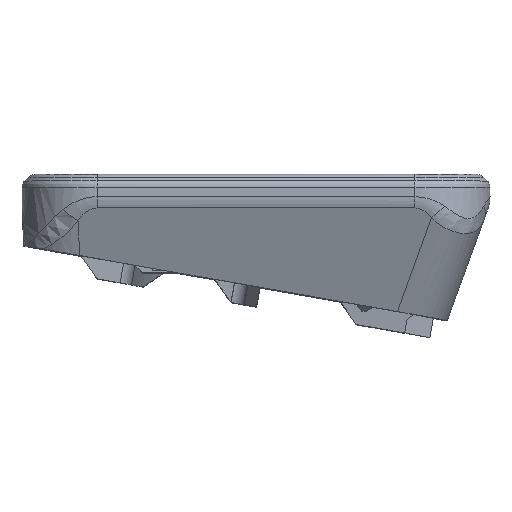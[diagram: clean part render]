
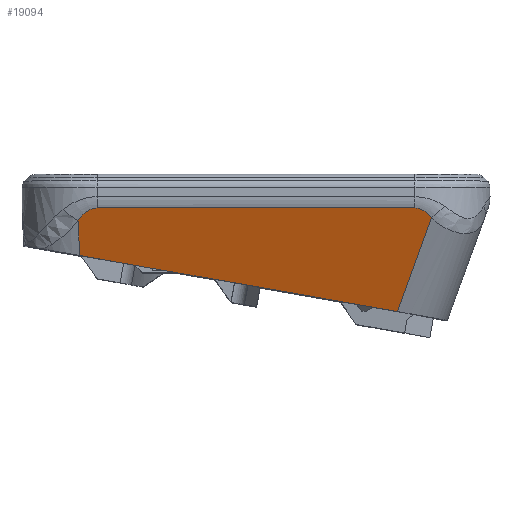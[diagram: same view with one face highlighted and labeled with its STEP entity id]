
A CAD part, top view. The second image highlights one B-rep face of the part: STEP entity #19094.
In plain terms, the highlighted free-form (B-spline) face has degree [1, 1] with [2, 2] control points.
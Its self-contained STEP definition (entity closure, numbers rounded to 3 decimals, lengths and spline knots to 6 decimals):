
#12=LINE('',#25071,#2045);
#2045=VECTOR('',#20851,1.);
#4334=B_SPLINE_CURVE_WITH_KNOTS('',3,(#24946,#24947,#24948,#24949),
 .UNSPECIFIED.,.F.,.F.,(4,4),(0.,1.),.UNSPECIFIED.);
#4340=B_SPLINE_CURVE_WITH_KNOTS('',3,(#25061,#25062,#25063,#25064),
 .UNSPECIFIED.,.F.,.F.,(4,4),(0.,1.),.UNSPECIFIED.);
#4341=B_SPLINE_CURVE_WITH_KNOTS('',3,(#25067,#25068,#25069,#25070),
 .UNSPECIFIED.,.F.,.F.,(4,4),(0.,1.),.UNSPECIFIED.);
#4342=B_SPLINE_CURVE_WITH_KNOTS('',3,(#25073,#25074,#25075,#25076),
 .UNSPECIFIED.,.F.,.F.,(4,4),(0.,1.),.UNSPECIFIED.);
#4343=B_SPLINE_CURVE_WITH_KNOTS('',3,(#25078,#25079,#25080,#25081),
 .UNSPECIFIED.,.F.,.F.,(4,4),(0.,1.),.UNSPECIFIED.);
#4559=B_SPLINE_SURFACE_WITH_KNOTS('',1,1,((#25057,#25058),(#25059,#25060)),
 .PLANE_SURF.,.F.,.F.,.F.,(2,2),(2,2),(0.,1.),(0.,1.),.UNSPECIFIED.);
#5425=ORIENTED_EDGE('',*,*,#11327,.T.);
#5426=ORIENTED_EDGE('',*,*,#11328,.T.);
#5427=ORIENTED_EDGE('',*,*,#11321,.T.);
#5428=ORIENTED_EDGE('',*,*,#11329,.F.);
#5429=ORIENTED_EDGE('',*,*,#11330,.T.);
#5430=ORIENTED_EDGE('',*,*,#11331,.T.);
#11321=EDGE_CURVE('',#14272,#14273,#4334,.F.);
#11327=EDGE_CURVE('',#14278,#14279,#4340,.T.);
#11328=EDGE_CURVE('',#14279,#14272,#4341,.T.);
#11329=EDGE_CURVE('',#14280,#14273,#12,.T.);
#11330=EDGE_CURVE('',#14280,#14281,#4342,.T.);
#11331=EDGE_CURVE('',#14281,#14278,#4343,.T.);
#14272=VERTEX_POINT('',#24950);
#14273=VERTEX_POINT('',#24951);
#14278=VERTEX_POINT('',#25065);
#14279=VERTEX_POINT('',#25066);
#14280=VERTEX_POINT('',#25072);
#14281=VERTEX_POINT('',#25077);
#16499=EDGE_LOOP('',(#5425,#5426,#5427,#5428,#5429,#5430));
#17630=FACE_BOUND('',#16499,.T.);
#19094=ADVANCED_FACE('',(#17630),#4559,.T.);
#20851=DIRECTION('',(-0.983,0.173,0.063));
#24946=CARTESIAN_POINT('',(0.003708,0.012303,0.049228));
#24947=CARTESIAN_POINT('',(0.003578,0.014782,0.05013));
#24948=CARTESIAN_POINT('',(0.003448,0.01726,0.051032));
#24949=CARTESIAN_POINT('',(0.003318,0.019738,0.051934));
#24950=CARTESIAN_POINT('',(0.003318,0.019738,0.051934));
#24951=CARTESIAN_POINT('',(0.003708,0.012303,0.049228));
#25057=CARTESIAN_POINT('',(-0.000946,-0.000869,0.044434));
#25058=CARTESIAN_POINT('',(-0.000946,0.023537,0.053317));
#25059=CARTESIAN_POINT('',(0.082925,-0.000869,0.044434));
#25060=CARTESIAN_POINT('',(0.082925,0.023537,0.053317));
#25061=CARTESIAN_POINT('',(0.0751,0.022427,0.052913));
#25062=CARTESIAN_POINT('',(0.052533,0.022427,0.052913));
#25063=CARTESIAN_POINT('',(0.029966,0.022427,0.052913));
#25064=CARTESIAN_POINT('',(0.007399,0.022427,0.052913));
#25065=CARTESIAN_POINT('',(0.0751,0.022427,0.052914));
#25066=CARTESIAN_POINT('',(0.007399,0.022427,0.052914));
#25067=CARTESIAN_POINT('',(0.007399,0.022427,0.052913));
#25068=CARTESIAN_POINT('',(0.005991,0.022427,0.052913));
#25069=CARTESIAN_POINT('',(0.004574,0.021493,0.052573));
#25070=CARTESIAN_POINT('',(0.003318,0.019738,0.051934));
#25071=CARTESIAN_POINT('',(0.03803,0.006251,0.047026));
#25072=CARTESIAN_POINT('',(0.07137,0.000373,0.044886));
#25073=CARTESIAN_POINT('',(0.07137,0.000373,0.044886));
#25074=CARTESIAN_POINT('',(0.0738,0.00705,0.047316));
#25075=CARTESIAN_POINT('',(0.07623,0.013727,0.049747));
#25076=CARTESIAN_POINT('',(0.078661,0.020404,0.052177));
#25077=CARTESIAN_POINT('',(0.078661,0.020404,0.052177));
#25078=CARTESIAN_POINT('',(0.078661,0.020404,0.052177));
#25079=CARTESIAN_POINT('',(0.07754,0.021732,0.05266));
#25080=CARTESIAN_POINT('',(0.076318,0.022425,0.052913));
#25081=CARTESIAN_POINT('',(0.0751,0.022427,0.052913));
